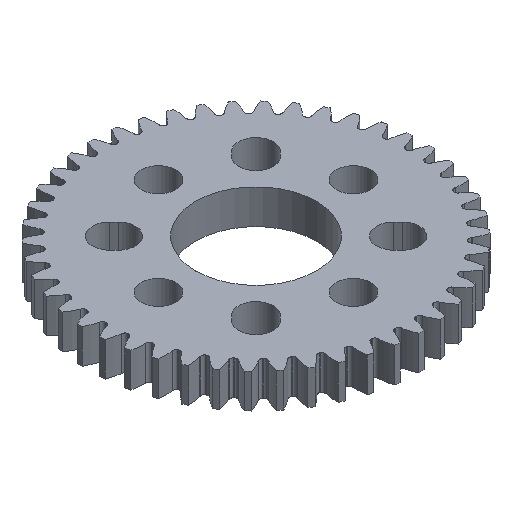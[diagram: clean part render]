
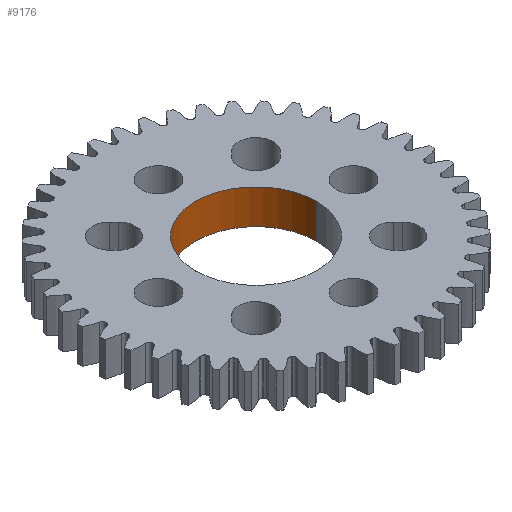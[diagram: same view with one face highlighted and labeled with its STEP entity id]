
A CAD part, isometric view. The second image highlights one B-rep face of the part: STEP entity #9176.
In plain terms, the highlighted cylindrical face has radius 7 mm (diameter 14 mm), a partial arc.
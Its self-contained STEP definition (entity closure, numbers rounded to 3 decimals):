
#278 = CARTESIAN_POINT ( 'NONE',  ( 0., 0., 0. ) ) ;
#1144 = CARTESIAN_POINT ( 'NONE',  ( 7., 0., 0. ) ) ;
#2188 = CARTESIAN_POINT ( 'NONE',  ( 0., 0., 0. ) ) ;
#3379 = EDGE_CURVE ( 'NONE', #19016, #10349, #11834, .T. ) ;
#3817 = CARTESIAN_POINT ( 'NONE',  ( 0., 0., 4. ) ) ;
#5425 = EDGE_LOOP ( 'NONE', ( #18803, #10469, #8476, #10823 ) ) ;
#5766 = VECTOR ( 'NONE', #13170, 1000. ) ;
#6402 = LINE ( 'NONE', #18833, #8014 ) ;
#6612 = VERTEX_POINT ( 'NONE', #16082 ) ;
#6664 = EDGE_CURVE ( 'NONE', #18296, #6612, #6402, .T. ) ;
#8014 = VECTOR ( 'NONE', #16015, 1000. ) ;
#8174 = CIRCLE ( 'NONE', #13349, 7. ) ;
#8200 = DIRECTION ( 'NONE',  ( 0., 0., 1. ) ) ;
#8476 = ORIENTED_EDGE ( 'NONE', *, *, #6664, .T. ) ;
#8866 = FACE_OUTER_BOUND ( 'NONE', #5425, .T. ) ;
#9109 = DIRECTION ( 'NONE',  ( 1., 0., 0. ) ) ;
#9176 = ADVANCED_FACE ( 'NONE', ( #8866 ), #10981, .F. ) ;
#9637 = EDGE_CURVE ( 'NONE', #18296, #19016, #8174, .T. ) ;
#9996 = CARTESIAN_POINT ( 'NONE',  ( -7., 0., 0. ) ) ;
#10349 = VERTEX_POINT ( 'NONE', #18758 ) ;
#10469 = ORIENTED_EDGE ( 'NONE', *, *, #9637, .F. ) ;
#10675 = CIRCLE ( 'NONE', #13001, 7. ) ;
#10823 = ORIENTED_EDGE ( 'NONE', *, *, #12937, .T. ) ;
#10981 = CYLINDRICAL_SURFACE ( 'NONE', #14824, 7. ) ;
#11245 = DIRECTION ( 'NONE',  ( 1., 0., 0. ) ) ;
#11834 = LINE ( 'NONE', #9996, #5766 ) ;
#12468 = CARTESIAN_POINT ( 'NONE',  ( -7., 0., 0. ) ) ;
#12725 = DIRECTION ( 'NONE',  ( 1., 0., 0. ) ) ;
#12937 = EDGE_CURVE ( 'NONE', #6612, #10349, #10675, .T. ) ;
#13001 = AXIS2_PLACEMENT_3D ( 'NONE', #3817, #14153, #12725 ) ;
#13170 = DIRECTION ( 'NONE',  ( 0., 0., 1. ) ) ;
#13349 = AXIS2_PLACEMENT_3D ( 'NONE', #278, #16715, #9109 ) ;
#14153 = DIRECTION ( 'NONE',  ( 0., 0., 1. ) ) ;
#14824 = AXIS2_PLACEMENT_3D ( 'NONE', #2188, #8200, #11245 ) ;
#16015 = DIRECTION ( 'NONE',  ( 0., 0., 1. ) ) ;
#16082 = CARTESIAN_POINT ( 'NONE',  ( 7., 0., 4. ) ) ;
#16715 = DIRECTION ( 'NONE',  ( 0., 0., 1. ) ) ;
#18296 = VERTEX_POINT ( 'NONE', #1144 ) ;
#18758 = CARTESIAN_POINT ( 'NONE',  ( -7., 0., 4. ) ) ;
#18803 = ORIENTED_EDGE ( 'NONE', *, *, #3379, .F. ) ;
#18833 = CARTESIAN_POINT ( 'NONE',  ( 7., 0., 0. ) ) ;
#19016 = VERTEX_POINT ( 'NONE', #12468 ) ;
